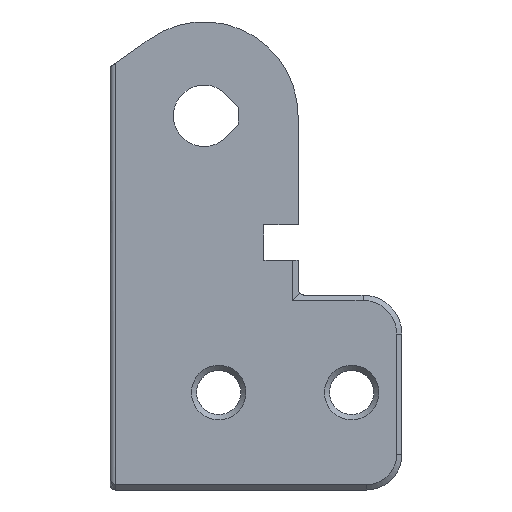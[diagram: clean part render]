
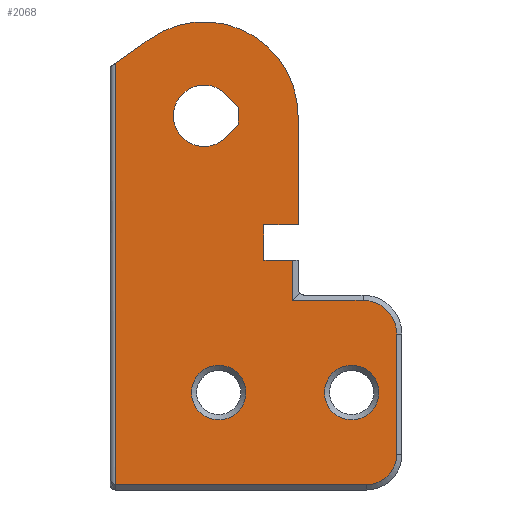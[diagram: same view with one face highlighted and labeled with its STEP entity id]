
A CAD part, front view. The second image highlights one B-rep face of the part: STEP entity #2068.
In plain terms, the highlighted face is planar.
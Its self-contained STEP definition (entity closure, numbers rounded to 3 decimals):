
#68=FACE_BOUND('',#273,.T.);
#69=FACE_BOUND('',#274,.T.);
#70=FACE_BOUND('',#275,.T.);
#86=CIRCLE('',#2203,2.35);
#87=CIRCLE('',#2208,2.6);
#88=CIRCLE('',#2209,7.238);
#89=CIRCLE('',#2210,2.1);
#90=CIRCLE('',#2211,2.363);
#91=CIRCLE('',#2212,2.1);
#156=FACE_OUTER_BOUND('',#272,.T.);
#272=EDGE_LOOP('',(#1405,#1406,#1407,#1408,#1409,#1410,#1411,#1412,#1413,
#1414,#1415,#1416,#1417));
#273=EDGE_LOOP('',(#1418));
#274=EDGE_LOOP('',(#1419,#1420,#1421,#1422));
#275=EDGE_LOOP('',(#1423));
#409=LINE('',#3021,#641);
#412=LINE('',#3027,#644);
#415=LINE('',#3035,#647);
#416=LINE('',#3037,#648);
#417=LINE('',#3039,#649);
#418=LINE('',#3041,#650);
#419=LINE('',#3043,#651);
#420=LINE('',#3045,#652);
#421=LINE('',#3049,#653);
#422=LINE('',#3050,#654);
#423=LINE('',#3055,#655);
#424=LINE('',#3059,#656);
#425=LINE('',#3060,#657);
#641=VECTOR('',#2421,1.);
#644=VECTOR('',#2428,1.);
#647=VECTOR('',#2435,1.);
#648=VECTOR('',#2436,1.);
#649=VECTOR('',#2437,1.);
#650=VECTOR('',#2438,1.);
#651=VECTOR('',#2439,1.);
#652=VECTOR('',#2440,1.);
#653=VECTOR('',#2443,1.);
#654=VECTOR('',#2444,1.);
#655=VECTOR('',#2447,1.);
#656=VECTOR('',#2450,1.);
#657=VECTOR('',#2451,1.);
#874=VERTEX_POINT('',#3008);
#877=VERTEX_POINT('',#3013);
#879=VERTEX_POINT('',#3019);
#880=VERTEX_POINT('',#3026);
#882=VERTEX_POINT('',#3032);
#883=VERTEX_POINT('',#3034);
#884=VERTEX_POINT('',#3036);
#885=VERTEX_POINT('',#3038);
#886=VERTEX_POINT('',#3040);
#887=VERTEX_POINT('',#3042);
#888=VERTEX_POINT('',#3044);
#889=VERTEX_POINT('',#3046);
#890=VERTEX_POINT('',#3048);
#891=VERTEX_POINT('',#3051);
#892=VERTEX_POINT('',#3053);
#893=VERTEX_POINT('',#3054);
#894=VERTEX_POINT('',#3056);
#895=VERTEX_POINT('',#3058);
#896=VERTEX_POINT('',#3061);
#1079=EDGE_CURVE('',#877,#874,#86,.T.);
#1082=EDGE_CURVE('',#879,#877,#409,.T.);
#1085=EDGE_CURVE('',#874,#880,#412,.T.);
#1088=EDGE_CURVE('',#882,#879,#87,.T.);
#1089=EDGE_CURVE('',#883,#882,#415,.T.);
#1090=EDGE_CURVE('',#884,#883,#416,.T.);
#1091=EDGE_CURVE('',#885,#884,#417,.T.);
#1092=EDGE_CURVE('',#885,#886,#418,.T.);
#1093=EDGE_CURVE('',#886,#887,#419,.T.);
#1094=EDGE_CURVE('',#888,#887,#420,.T.);
#1095=EDGE_CURVE('',#888,#889,#88,.T.);
#1096=EDGE_CURVE('',#890,#889,#421,.T.);
#1097=EDGE_CURVE('',#880,#890,#422,.T.);
#1098=EDGE_CURVE('',#891,#891,#89,.T.);
#1099=EDGE_CURVE('',#892,#893,#423,.T.);
#1100=EDGE_CURVE('',#894,#892,#90,.T.);
#1101=EDGE_CURVE('',#895,#894,#424,.T.);
#1102=EDGE_CURVE('',#893,#895,#425,.T.);
#1103=EDGE_CURVE('',#896,#896,#91,.T.);
#1405=ORIENTED_EDGE('',*,*,#1079,.F.);
#1406=ORIENTED_EDGE('',*,*,#1082,.F.);
#1407=ORIENTED_EDGE('',*,*,#1088,.F.);
#1408=ORIENTED_EDGE('',*,*,#1089,.F.);
#1409=ORIENTED_EDGE('',*,*,#1090,.F.);
#1410=ORIENTED_EDGE('',*,*,#1091,.F.);
#1411=ORIENTED_EDGE('',*,*,#1092,.T.);
#1412=ORIENTED_EDGE('',*,*,#1093,.T.);
#1413=ORIENTED_EDGE('',*,*,#1094,.F.);
#1414=ORIENTED_EDGE('',*,*,#1095,.T.);
#1415=ORIENTED_EDGE('',*,*,#1096,.F.);
#1416=ORIENTED_EDGE('',*,*,#1097,.F.);
#1417=ORIENTED_EDGE('',*,*,#1085,.F.);
#1418=ORIENTED_EDGE('',*,*,#1098,.F.);
#1419=ORIENTED_EDGE('',*,*,#1099,.F.);
#1420=ORIENTED_EDGE('',*,*,#1100,.F.);
#1421=ORIENTED_EDGE('',*,*,#1101,.F.);
#1422=ORIENTED_EDGE('',*,*,#1102,.F.);
#1423=ORIENTED_EDGE('',*,*,#1103,.F.);
#1987=PLANE('',#2207);
#2068=ADVANCED_FACE('',(#156,#68,#69,#70),#1987,.T.);
#2203=AXIS2_PLACEMENT_3D('',#3015,#2415,#2416);
#2207=AXIS2_PLACEMENT_3D('',#3031,#2431,#2432);
#2208=AXIS2_PLACEMENT_3D('',#3033,#2433,#2434);
#2209=AXIS2_PLACEMENT_3D('',#3047,#2441,#2442);
#2210=AXIS2_PLACEMENT_3D('',#3052,#2445,#2446);
#2211=AXIS2_PLACEMENT_3D('',#3057,#2448,#2449);
#2212=AXIS2_PLACEMENT_3D('',#3062,#2452,#2453);
#2415=DIRECTION('center_axis',(0.,-1.,0.));
#2416=DIRECTION('ref_axis',(-0.707,0.,-0.707));
#2421=DIRECTION('',(0.,0.,-1.));
#2428=DIRECTION('',(1.,0.,0.));
#2431=DIRECTION('center_axis',(0.,1.,0.));
#2432=DIRECTION('ref_axis',(1.,0.,0.));
#2433=DIRECTION('center_axis',(0.,-1.,0.));
#2434=DIRECTION('ref_axis',(-0.707,0.,0.707));
#2435=DIRECTION('',(-1.,0.,0.));
#2436=DIRECTION('',(0.,0.,-1.));
#2437=DIRECTION('',(-1.,0.,0.));
#2438=DIRECTION('',(0.,0.,1.));
#2439=DIRECTION('',(-1.,0.,0.));
#2440=DIRECTION('',(0.,0.,-1.));
#2441=DIRECTION('center_axis',(0.,1.,0.));
#2442=DIRECTION('ref_axis',(0.,0.,1.));
#2443=DIRECTION('',(-0.819,0.,0.574));
#2444=DIRECTION('',(0.,0.,1.));
#2445=DIRECTION('center_axis',(0.,1.,0.));
#2446=DIRECTION('ref_axis',(1.,0.,0.));
#2447=DIRECTION('',(-0.68,0.,0.733));
#2448=DIRECTION('center_axis',(0.,1.,0.));
#2449=DIRECTION('ref_axis',(0.,0.,-1.));
#2450=DIRECTION('',(0.68,0.,0.733));
#2451=DIRECTION('',(0.,0.,1.));
#2452=DIRECTION('center_axis',(0.,1.,0.));
#2453=DIRECTION('ref_axis',(1.,0.,0.));
#3008=CARTESIAN_POINT('',(184.902,343.401,80.926));
#3013=CARTESIAN_POINT('',(182.552,343.401,83.276));
#3015=CARTESIAN_POINT('Origin',(184.902,343.401,83.276));
#3019=CARTESIAN_POINT('',(182.552,343.401,92.526));
#3021=CARTESIAN_POINT('',(182.552,343.401,91.851));
#3026=CARTESIAN_POINT('',(204.227,343.401,80.926));
#3027=CARTESIAN_POINT('',(202.395,343.401,80.926));
#3031=CARTESIAN_POINT('Origin',(197.389,343.401,94.326));
#3032=CARTESIAN_POINT('',(185.152,343.401,95.126));
#3033=CARTESIAN_POINT('Origin',(185.152,343.401,92.526));
#3034=CARTESIAN_POINT('',(190.552,343.401,95.126));
#3035=CARTESIAN_POINT('',(193.771,343.401,95.126));
#3036=CARTESIAN_POINT('',(190.552,343.401,98.226));
#3037=CARTESIAN_POINT('',(190.552,343.401,98.076));
#3038=CARTESIAN_POINT('',(192.777,343.401,98.226));
#3039=CARTESIAN_POINT('',(194.521,343.401,98.226));
#3040=CARTESIAN_POINT('',(192.777,343.401,100.926));
#3041=CARTESIAN_POINT('',(192.777,343.401,96.951));
#3042=CARTESIAN_POINT('',(190.152,343.401,100.926));
#3043=CARTESIAN_POINT('',(194.521,343.401,100.926));
#3044=CARTESIAN_POINT('',(190.152,343.401,109.326));
#3045=CARTESIAN_POINT('',(190.152,343.401,105.576));
#3046=CARTESIAN_POINT('',(201.541,343.401,115.255));
#3047=CARTESIAN_POINT('Origin',(197.389,343.401,109.326));
#3048=CARTESIAN_POINT('',(204.227,343.401,113.374));
#3049=CARTESIAN_POINT('',(202.867,343.401,114.326));
#3050=CARTESIAN_POINT('',(204.227,343.401,98.076));
#3051=CARTESIAN_POINT('',(194.162,343.401,88.026));
#3052=CARTESIAN_POINT('Origin',(196.262,343.401,88.026));
#3053=CARTESIAN_POINT('',(195.788,343.401,107.589));
#3054=CARTESIAN_POINT('',(194.764,343.401,108.693));
#3055=CARTESIAN_POINT('',(195.469,343.401,107.933));
#3056=CARTESIAN_POINT('',(195.788,343.401,111.063));
#3057=CARTESIAN_POINT('Origin',(197.389,343.401,109.326));
#3058=CARTESIAN_POINT('',(194.764,343.401,109.959));
#3059=CARTESIAN_POINT('',(195.469,343.401,110.719));
#3060=CARTESIAN_POINT('',(194.764,343.401,109.326));
#3061=CARTESIAN_POINT('',(183.927,343.401,88.026));
#3062=CARTESIAN_POINT('Origin',(186.027,343.401,88.026));
